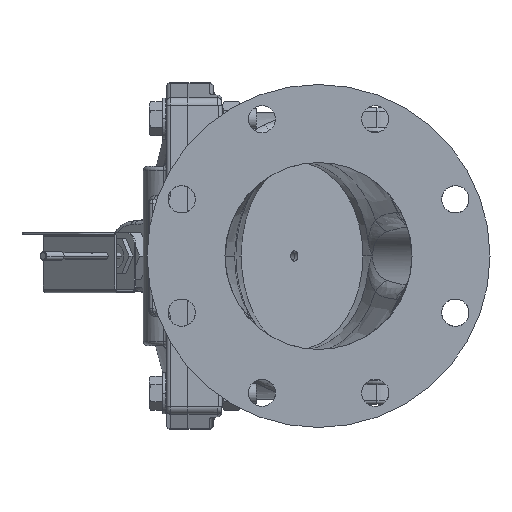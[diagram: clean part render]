
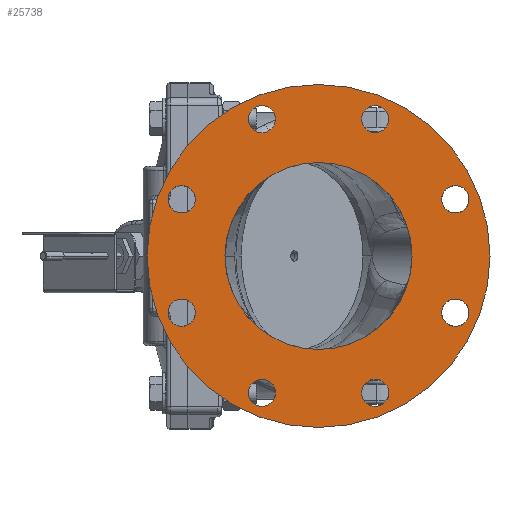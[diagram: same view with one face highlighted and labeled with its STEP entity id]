
A CAD part, left-side view. The second image highlights one B-rep face of the part: STEP entity #25738.
In plain terms, the highlighted planar face has unit normal (-1, 0, 0).
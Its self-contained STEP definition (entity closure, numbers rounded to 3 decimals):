
#3830=CARTESIAN_POINT('',(-7.,0.,0.));
#3831=DIRECTION('',(1.,0.,0.));
#3832=DIRECTION('',(0.,0.,-1.));
#3833=AXIS2_PLACEMENT_3D('',#3830,#3831,#3832);
#3869=CARTESIAN_POINT('',(-7.,4.388,-1.818));
#3870=DIRECTION('',(-1.,0.,0.));
#3871=DIRECTION('',(0.,-1.,0.));
#3872=AXIS2_PLACEMENT_3D('',#3869,#3870,#3871);
#3874=CARTESIAN_POINT('',(-7.,4.388,-1.818));
#3875=DIRECTION('',(-1.,0.,0.));
#3876=DIRECTION('',(0.,1.,0.));
#3877=AXIS2_PLACEMENT_3D('',#3874,#3875,#3876);
#3879=CARTESIAN_POINT('',(-7.,1.818,-4.388));
#3880=DIRECTION('',(-1.,0.,0.));
#3881=DIRECTION('',(0.,-0.707,0.707));
#3882=AXIS2_PLACEMENT_3D('',#3879,#3880,#3881);
#3884=CARTESIAN_POINT('',(-7.,1.818,-4.388));
#3885=DIRECTION('',(-1.,0.,0.));
#3886=DIRECTION('',(0.,0.707,-0.707));
#3887=AXIS2_PLACEMENT_3D('',#3884,#3885,#3886);
#3889=CARTESIAN_POINT('',(-7.,-1.818,-4.388));
#3890=DIRECTION('',(-1.,0.,0.));
#3891=DIRECTION('',(0.,0.,1.));
#3892=AXIS2_PLACEMENT_3D('',#3889,#3890,#3891);
#3894=CARTESIAN_POINT('',(-7.,-1.818,-4.388));
#3895=DIRECTION('',(-1.,0.,0.));
#3896=DIRECTION('',(0.,0.,-1.));
#3897=AXIS2_PLACEMENT_3D('',#3894,#3895,#3896);
#3899=CARTESIAN_POINT('',(-7.,-4.388,-1.818));
#3900=DIRECTION('',(-1.,0.,0.));
#3901=DIRECTION('',(0.,0.707,0.707));
#3902=AXIS2_PLACEMENT_3D('',#3899,#3900,#3901);
#3904=CARTESIAN_POINT('',(-7.,-4.388,-1.818));
#3905=DIRECTION('',(-1.,0.,0.));
#3906=DIRECTION('',(0.,-0.707,-0.707));
#3907=AXIS2_PLACEMENT_3D('',#3904,#3905,#3906);
#3909=CARTESIAN_POINT('',(-7.,-4.388,1.818));
#3910=DIRECTION('',(-1.,0.,0.));
#3911=DIRECTION('',(0.,1.,0.));
#3912=AXIS2_PLACEMENT_3D('',#3909,#3910,#3911);
#3914=CARTESIAN_POINT('',(-7.,-4.388,1.818));
#3915=DIRECTION('',(-1.,0.,0.));
#3916=DIRECTION('',(0.,-1.,0.));
#3917=AXIS2_PLACEMENT_3D('',#3914,#3915,#3916);
#3919=CARTESIAN_POINT('',(-7.,-1.818,4.388));
#3920=DIRECTION('',(-1.,0.,0.));
#3921=DIRECTION('',(0.,0.707,-0.707));
#3922=AXIS2_PLACEMENT_3D('',#3919,#3920,#3921);
#3924=CARTESIAN_POINT('',(-7.,-1.818,4.388));
#3925=DIRECTION('',(-1.,0.,0.));
#3926=DIRECTION('',(0.,-0.707,0.707));
#3927=AXIS2_PLACEMENT_3D('',#3924,#3925,#3926);
#3929=CARTESIAN_POINT('',(-7.,1.818,4.388));
#3930=DIRECTION('',(-1.,0.,0.));
#3931=DIRECTION('',(0.,0.,-1.));
#3932=AXIS2_PLACEMENT_3D('',#3929,#3930,#3931);
#3934=CARTESIAN_POINT('',(-7.,1.818,4.388));
#3935=DIRECTION('',(-1.,0.,0.));
#3936=DIRECTION('',(0.,0.,1.));
#3937=AXIS2_PLACEMENT_3D('',#3934,#3935,#3936);
#3939=CARTESIAN_POINT('',(-7.,4.388,1.818));
#3940=DIRECTION('',(-1.,0.,0.));
#3941=DIRECTION('',(0.,-0.707,-0.707));
#3942=AXIS2_PLACEMENT_3D('',#3939,#3940,#3941);
#3944=CARTESIAN_POINT('',(-7.,4.388,1.818));
#3945=DIRECTION('',(-1.,0.,0.));
#3946=DIRECTION('',(0.,0.707,0.707));
#3947=AXIS2_PLACEMENT_3D('',#3944,#3945,#3946);
#3949=CARTESIAN_POINT('',(-7.,0.,0.));
#3950=DIRECTION('',(1.,0.,0.));
#3951=DIRECTION('',(0.,0.,1.));
#3952=AXIS2_PLACEMENT_3D('',#3949,#3950,#3951);
#4055=CARTESIAN_POINT('',(-7.,0.,0.));
#4056=DIRECTION('',(1.,0.,0.));
#4057=DIRECTION('',(0.,1.,0.));
#4058=AXIS2_PLACEMENT_3D('',#4055,#4056,#4057);
#4065=CARTESIAN_POINT('',(-7.,0.,0.));
#4066=DIRECTION('',(1.,0.,0.));
#4067=DIRECTION('',(0.,-1.,0.));
#4068=AXIS2_PLACEMENT_3D('',#4065,#4066,#4067);
#16957=CARTESIAN_POINT('',(-7.,0.,-3.));
#16958=CARTESIAN_POINT('',(-7.,0.,3.));
#16959=VERTEX_POINT('',#16957);
#16960=VERTEX_POINT('',#16958);
#16973=CARTESIAN_POINT('',(-7.,5.5,0.));
#16974=CARTESIAN_POINT('',(-7.,-5.5,0.));
#16975=VERTEX_POINT('',#16973);
#16976=VERTEX_POINT('',#16974);
#17043=CARTESIAN_POINT('',(-7.,3.951,-1.818));
#17045=VERTEX_POINT('',#17043);
#17047=CARTESIAN_POINT('',(-7.,4.826,-1.818));
#17049=VERTEX_POINT('',#17047);
#17051=CARTESIAN_POINT('',(-7.,1.508,-4.079));
#17053=VERTEX_POINT('',#17051);
#17055=CARTESIAN_POINT('',(-7.,2.127,-4.698));
#17057=VERTEX_POINT('',#17055);
#17059=CARTESIAN_POINT('',(-7.,-1.818,-3.951));
#17061=VERTEX_POINT('',#17059);
#17063=CARTESIAN_POINT('',(-7.,-1.818,-4.826));
#17065=VERTEX_POINT('',#17063);
#17067=CARTESIAN_POINT('',(-7.,-4.079,-1.508));
#17069=VERTEX_POINT('',#17067);
#17071=CARTESIAN_POINT('',(-7.,-4.698,-2.127));
#17073=VERTEX_POINT('',#17071);
#17075=CARTESIAN_POINT('',(-7.,-3.951,1.818));
#17077=VERTEX_POINT('',#17075);
#17079=CARTESIAN_POINT('',(-7.,-4.826,1.818));
#17081=VERTEX_POINT('',#17079);
#17083=CARTESIAN_POINT('',(-7.,-1.508,4.079));
#17085=VERTEX_POINT('',#17083);
#17087=CARTESIAN_POINT('',(-7.,-2.127,4.698));
#17089=VERTEX_POINT('',#17087);
#17091=CARTESIAN_POINT('',(-7.,1.818,3.951));
#17093=VERTEX_POINT('',#17091);
#17095=CARTESIAN_POINT('',(-7.,1.818,4.826));
#17097=VERTEX_POINT('',#17095);
#17099=CARTESIAN_POINT('',(-7.,4.079,1.508));
#17101=VERTEX_POINT('',#17099);
#17103=CARTESIAN_POINT('',(-7.,4.698,2.127));
#17105=VERTEX_POINT('',#17103);
#25674=CARTESIAN_POINT('',(-7.,-5.5,-6.375));
#25675=DIRECTION('',(1.,0.,0.));
#25676=DIRECTION('',(0.,1.,0.));
#25677=AXIS2_PLACEMENT_3D('',#25674,#25675,#25676);
#25678=PLANE('',#25677);
#25680=ORIENTED_EDGE('',*,*,#25679,.T.);
#25682=ORIENTED_EDGE('',*,*,#25681,.T.);
#25683=EDGE_LOOP('',(#25680,#25682));
#25684=FACE_OUTER_BOUND('',#25683,.F.);
#25685=ORIENTED_EDGE('',*,*,#25660,.F.);
#25687=ORIENTED_EDGE('',*,*,#25686,.F.);
#25688=EDGE_LOOP('',(#25685,#25687));
#25689=FACE_BOUND('',#25688,.F.);
#25691=ORIENTED_EDGE('',*,*,#25690,.T.);
#25693=ORIENTED_EDGE('',*,*,#25692,.T.);
#25694=EDGE_LOOP('',(#25691,#25693));
#25695=FACE_BOUND('',#25694,.F.);
#25697=ORIENTED_EDGE('',*,*,#25696,.T.);
#25699=ORIENTED_EDGE('',*,*,#25698,.T.);
#25700=EDGE_LOOP('',(#25697,#25699));
#25701=FACE_BOUND('',#25700,.F.);
#25703=ORIENTED_EDGE('',*,*,#25702,.T.);
#25705=ORIENTED_EDGE('',*,*,#25704,.T.);
#25706=EDGE_LOOP('',(#25703,#25705));
#25707=FACE_BOUND('',#25706,.F.);
#25709=ORIENTED_EDGE('',*,*,#25708,.T.);
#25711=ORIENTED_EDGE('',*,*,#25710,.T.);
#25712=EDGE_LOOP('',(#25709,#25711));
#25713=FACE_BOUND('',#25712,.F.);
#25715=ORIENTED_EDGE('',*,*,#25714,.T.);
#25717=ORIENTED_EDGE('',*,*,#25716,.T.);
#25718=EDGE_LOOP('',(#25715,#25717));
#25719=FACE_BOUND('',#25718,.F.);
#25721=ORIENTED_EDGE('',*,*,#25720,.T.);
#25723=ORIENTED_EDGE('',*,*,#25722,.T.);
#25724=EDGE_LOOP('',(#25721,#25723));
#25725=FACE_BOUND('',#25724,.F.);
#25727=ORIENTED_EDGE('',*,*,#25726,.T.);
#25729=ORIENTED_EDGE('',*,*,#25728,.T.);
#25730=EDGE_LOOP('',(#25727,#25729));
#25731=FACE_BOUND('',#25730,.F.);
#25733=ORIENTED_EDGE('',*,*,#25732,.T.);
#25735=ORIENTED_EDGE('',*,*,#25734,.T.);
#25736=EDGE_LOOP('',(#25733,#25735));
#25737=FACE_BOUND('',#25736,.F.);
#25738=ADVANCED_FACE('',(#25684,#25689,#25695,#25701,#25707,#25713,#25719,
#25725,#25731,#25737),#25678,.F.);
#3834=CIRCLE('',#3833,3.);
#3873=CIRCLE('',#3872,0.438);
#3878=CIRCLE('',#3877,0.438);
#3883=CIRCLE('',#3882,0.438);
#3888=CIRCLE('',#3887,0.438);
#3893=CIRCLE('',#3892,0.438);
#3898=CIRCLE('',#3897,0.438);
#3903=CIRCLE('',#3902,0.438);
#3908=CIRCLE('',#3907,0.438);
#3913=CIRCLE('',#3912,0.438);
#3918=CIRCLE('',#3917,0.438);
#3923=CIRCLE('',#3922,0.438);
#3928=CIRCLE('',#3927,0.438);
#3933=CIRCLE('',#3932,0.438);
#3938=CIRCLE('',#3937,0.438);
#3943=CIRCLE('',#3942,0.438);
#3948=CIRCLE('',#3947,0.438);
#3953=CIRCLE('',#3952,3.);
#4059=CIRCLE('',#4058,5.5);
#4069=CIRCLE('',#4068,5.5);
#25660=EDGE_CURVE('',#16959,#16960,#3834,.T.);
#25679=EDGE_CURVE('',#16975,#16976,#4059,.T.);
#25681=EDGE_CURVE('',#16976,#16975,#4069,.T.);
#25686=EDGE_CURVE('',#16960,#16959,#3953,.T.);
#25690=EDGE_CURVE('',#17045,#17049,#3873,.T.);
#25692=EDGE_CURVE('',#17049,#17045,#3878,.T.);
#25696=EDGE_CURVE('',#17053,#17057,#3883,.T.);
#25698=EDGE_CURVE('',#17057,#17053,#3888,.T.);
#25702=EDGE_CURVE('',#17061,#17065,#3893,.T.);
#25704=EDGE_CURVE('',#17065,#17061,#3898,.T.);
#25708=EDGE_CURVE('',#17069,#17073,#3903,.T.);
#25710=EDGE_CURVE('',#17073,#17069,#3908,.T.);
#25714=EDGE_CURVE('',#17077,#17081,#3913,.T.);
#25716=EDGE_CURVE('',#17081,#17077,#3918,.T.);
#25720=EDGE_CURVE('',#17085,#17089,#3923,.T.);
#25722=EDGE_CURVE('',#17089,#17085,#3928,.T.);
#25726=EDGE_CURVE('',#17093,#17097,#3933,.T.);
#25728=EDGE_CURVE('',#17097,#17093,#3938,.T.);
#25732=EDGE_CURVE('',#17101,#17105,#3943,.T.);
#25734=EDGE_CURVE('',#17105,#17101,#3948,.T.);
